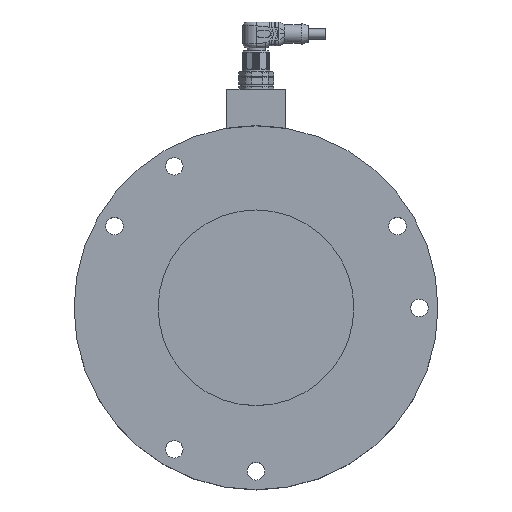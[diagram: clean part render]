
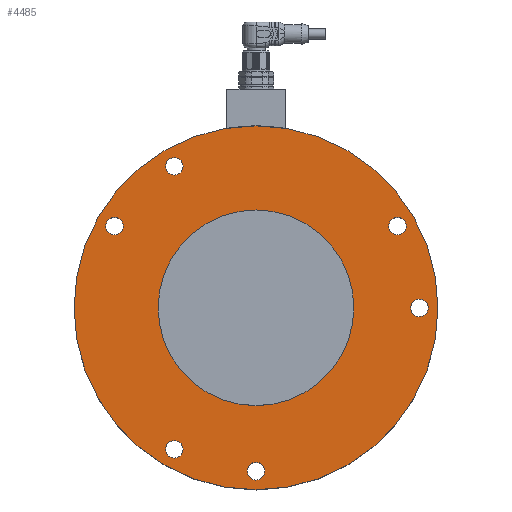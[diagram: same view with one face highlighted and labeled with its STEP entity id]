
A CAD part, top view. The second image highlights one B-rep face of the part: STEP entity #4485.
In plain terms, the highlighted planar face has unit normal (0, 0, 1).
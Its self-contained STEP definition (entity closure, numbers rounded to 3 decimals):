
#239 = CIRCLE ( 'NONE', #14087, 93. ) ;
#413 = CARTESIAN_POINT ( 'NONE',  ( -25., -43.301, 33.25 ) ) ;
#448 = CARTESIAN_POINT ( 'NONE',  ( -76.21, 44., 33.25 ) ) ;
#733 = AXIS2_PLACEMENT_3D ( 'NONE', #17789, #4894, #8366 ) ;
#1071 = ORIENTED_EDGE ( 'NONE', *, *, #23095, .F. ) ;
#1285 = FACE_BOUND ( 'NONE', #22456, .T. ) ;
#1399 = DIRECTION ( 'NONE',  ( 0., 0., 1. ) ) ;
#1729 = EDGE_LOOP ( 'NONE', ( #5538 ) ) ;
#2037 = AXIS2_PLACEMENT_3D ( 'NONE', #22886, #11571, #8248 ) ;
#2155 = CARTESIAN_POINT ( 'NONE',  ( 68.416, 44., 33.25 ) ) ;
#3264 = FACE_BOUND ( 'NONE', #7644, .T. ) ;
#3400 = ORIENTED_EDGE ( 'NONE', *, *, #5810, .F. ) ;
#3502 = CIRCLE ( 'NONE', #733, 4.5 ) ;
#3635 = CARTESIAN_POINT ( 'NONE',  ( 0., 0., 33.25 ) ) ;
#3995 = AXIS2_PLACEMENT_3D ( 'NONE', #16746, #22824, #16862 ) ;
#4485 = ADVANCED_FACE ( 'NONE', ( #1285, #23981, #22118, #12668, #16017, #6618, #20254, #3264 ), #16142, .T. ) ;
#4795 = CARTESIAN_POINT ( 'NONE',  ( 0., 0., 33.25 ) ) ;
#4894 = DIRECTION ( 'NONE',  ( 0., 0., 1. ) ) ;
#4917 = DIRECTION ( 'NONE',  ( -0.5, -0.866, 0. ) ) ;
#5538 = ORIENTED_EDGE ( 'NONE', *, *, #11831, .F. ) ;
#5810 = EDGE_CURVE ( 'NONE', #11343, #11343, #10841, .T. ) ;
#6036 = AXIS2_PLACEMENT_3D ( 'NONE', #10317, #1399, #8962 ) ;
#6618 = FACE_BOUND ( 'NONE', #1729, .T. ) ;
#6675 = EDGE_LOOP ( 'NONE', ( #3400 ) ) ;
#6797 = EDGE_CURVE ( 'NONE', #13450, #13450, #239, .T. ) ;
#7157 = DIRECTION ( 'NONE',  ( 0., 0., 1. ) ) ;
#7440 = AXIS2_PLACEMENT_3D ( 'NONE', #4795, #19928, #4917 ) ;
#7508 = DIRECTION ( 'NONE',  ( 0., 0., 1. ) ) ;
#7644 = EDGE_LOOP ( 'NONE', ( #21684 ) ) ;
#8020 = CARTESIAN_POINT ( 'NONE',  ( -80.54, 46.5, 33.25 ) ) ;
#8248 = DIRECTION ( 'NONE',  ( -0.866, 0.5, 0. ) ) ;
#8366 = DIRECTION ( 'NONE',  ( -0.866, 0.5, 0. ) ) ;
#8507 = CARTESIAN_POINT ( 'NONE',  ( -72.313, 41.75, 33.25 ) ) ;
#8653 = DIRECTION ( 'NONE',  ( -0.866, 0.5, 0. ) ) ;
#8896 = AXIS2_PLACEMENT_3D ( 'NONE', #8507, #17550, #13824 ) ;
#8962 = DIRECTION ( 'NONE',  ( -0.866, 0.5, 0. ) ) ;
#9050 = CIRCLE ( 'NONE', #21725, 4.5 ) ;
#9108 = VERTEX_POINT ( 'NONE', #20170 ) ;
#9418 = CIRCLE ( 'NONE', #9801, 4.5 ) ;
#9801 = AXIS2_PLACEMENT_3D ( 'NONE', #18653, #7508, #22748 ) ;
#10317 = CARTESIAN_POINT ( 'NONE',  ( 0., 0., 33.25 ) ) ;
#10832 = CARTESIAN_POINT ( 'NONE',  ( 79.603, 2.25, 33.25 ) ) ;
#10841 = CIRCLE ( 'NONE', #8896, 4.5 ) ;
#11343 = VERTEX_POINT ( 'NONE', #448 ) ;
#11571 = DIRECTION ( 'NONE',  ( 0., 0., 1. ) ) ;
#11831 = EDGE_CURVE ( 'NONE', #12209, #12209, #9418, .T. ) ;
#12209 = VERTEX_POINT ( 'NONE', #21774 ) ;
#12331 = CIRCLE ( 'NONE', #2037, 4.5 ) ;
#12668 = FACE_BOUND ( 'NONE', #16260, .T. ) ;
#12736 = EDGE_CURVE ( 'NONE', #9108, #9108, #9050, .T. ) ;
#13450 = VERTEX_POINT ( 'NONE', #8020 ) ;
#13824 = DIRECTION ( 'NONE',  ( -0.866, 0.5, 0. ) ) ;
#13980 = ORIENTED_EDGE ( 'NONE', *, *, #6797, .T. ) ;
#14087 = AXIS2_PLACEMENT_3D ( 'NONE', #3635, #24351, #24476 ) ;
#14688 = CIRCLE ( 'NONE', #3995, 4.5 ) ;
#14831 = ORIENTED_EDGE ( 'NONE', *, *, #12736, .F. ) ;
#15359 = EDGE_CURVE ( 'NONE', #16666, #16666, #14688, .T. ) ;
#15403 = VERTEX_POINT ( 'NONE', #2155 ) ;
#15642 = VERTEX_POINT ( 'NONE', #413 ) ;
#15820 = CARTESIAN_POINT ( 'NONE',  ( -41.75, 72.313, 33.25 ) ) ;
#16017 = FACE_BOUND ( 'NONE', #18206, .T. ) ;
#16142 = PLANE ( 'NONE',  #6036 ) ;
#16260 = EDGE_LOOP ( 'NONE', ( #19994 ) ) ;
#16666 = VERTEX_POINT ( 'NONE', #10832 ) ;
#16746 = CARTESIAN_POINT ( 'NONE',  ( 83.5, 0., 33.25 ) ) ;
#16862 = DIRECTION ( 'NONE',  ( -0.866, 0.5, 0. ) ) ;
#17550 = DIRECTION ( 'NONE',  ( 0., 0., 1. ) ) ;
#17789 = CARTESIAN_POINT ( 'NONE',  ( 72.313, 41.75, 33.25 ) ) ;
#18125 = CIRCLE ( 'NONE', #7440, 50. ) ;
#18206 = EDGE_LOOP ( 'NONE', ( #1071 ) ) ;
#18653 = CARTESIAN_POINT ( 'NONE',  ( 0., -83.5, 33.25 ) ) ;
#19622 = CARTESIAN_POINT ( 'NONE',  ( -45.647, -70.063, 33.25 ) ) ;
#19928 = DIRECTION ( 'NONE',  ( 0., 0., 1. ) ) ;
#19994 = ORIENTED_EDGE ( 'NONE', *, *, #20738, .F. ) ;
#20170 = CARTESIAN_POINT ( 'NONE',  ( -45.647, 74.563, 33.25 ) ) ;
#20254 = FACE_OUTER_BOUND ( 'NONE', #20636, .T. ) ;
#20636 = EDGE_LOOP ( 'NONE', ( #13980 ) ) ;
#20738 = EDGE_CURVE ( 'NONE', #15403, #15403, #3502, .T. ) ;
#21684 = ORIENTED_EDGE ( 'NONE', *, *, #21814, .F. ) ;
#21725 = AXIS2_PLACEMENT_3D ( 'NONE', #15820, #7157, #8653 ) ;
#21774 = CARTESIAN_POINT ( 'NONE',  ( -3.897, -81.25, 33.25 ) ) ;
#21814 = EDGE_CURVE ( 'NONE', #15642, #15642, #18125, .T. ) ;
#22118 = FACE_BOUND ( 'NONE', #22624, .T. ) ;
#22456 = EDGE_LOOP ( 'NONE', ( #14831 ) ) ;
#22624 = EDGE_LOOP ( 'NONE', ( #22812 ) ) ;
#22748 = DIRECTION ( 'NONE',  ( -0.866, 0.5, 0. ) ) ;
#22812 = ORIENTED_EDGE ( 'NONE', *, *, #15359, .F. ) ;
#22824 = DIRECTION ( 'NONE',  ( 0., 0., 1. ) ) ;
#22886 = CARTESIAN_POINT ( 'NONE',  ( -41.75, -72.313, 33.25 ) ) ;
#23095 = EDGE_CURVE ( 'NONE', #23496, #23496, #12331, .T. ) ;
#23496 = VERTEX_POINT ( 'NONE', #19622 ) ;
#23981 = FACE_BOUND ( 'NONE', #6675, .T. ) ;
#24351 = DIRECTION ( 'NONE',  ( 0., 0., 1. ) ) ;
#24476 = DIRECTION ( 'NONE',  ( -0.866, 0.5, 0. ) ) ;
